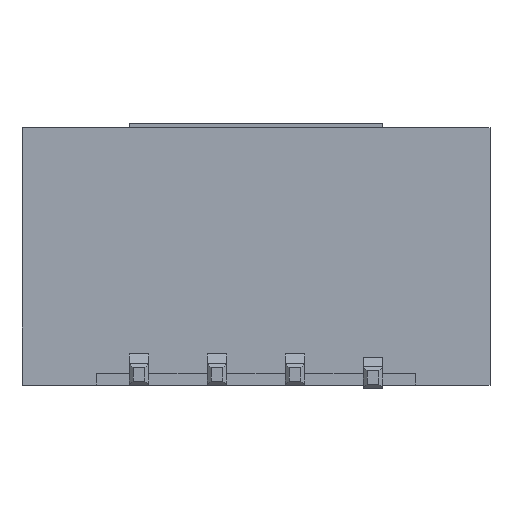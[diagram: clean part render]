
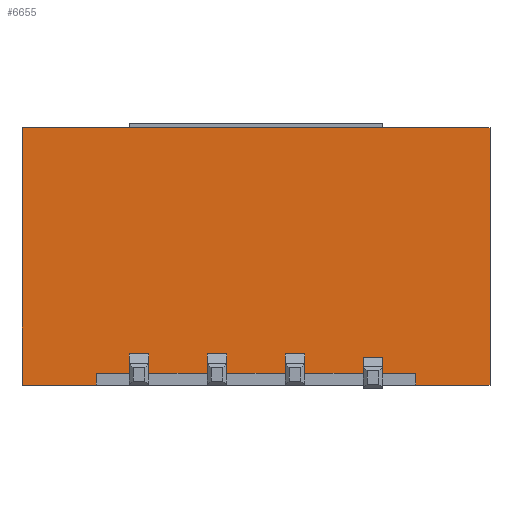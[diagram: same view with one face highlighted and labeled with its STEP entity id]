
A CAD part, front view. The second image highlights one B-rep face of the part: STEP entity #6655.
In plain terms, the highlighted face is planar.
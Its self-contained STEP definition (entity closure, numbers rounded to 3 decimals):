
#657=ORIENTED_EDGE('',*,*,#1860,.T.);
#658=ORIENTED_EDGE('',*,*,#1861,.T.);
#659=ORIENTED_EDGE('',*,*,#1862,.T.);
#660=ORIENTED_EDGE('',*,*,#1863,.T.);
#661=ORIENTED_EDGE('',*,*,#1864,.T.);
#662=ORIENTED_EDGE('',*,*,#1865,.T.);
#663=ORIENTED_EDGE('',*,*,#1857,.T.);
#664=ORIENTED_EDGE('',*,*,#1719,.T.);
#665=ORIENTED_EDGE('',*,*,#1851,.T.);
#666=ORIENTED_EDGE('',*,*,#1839,.F.);
#667=ORIENTED_EDGE('',*,*,#1830,.F.);
#668=ORIENTED_EDGE('',*,*,#1815,.T.);
#669=ORIENTED_EDGE('',*,*,#1852,.T.);
#670=ORIENTED_EDGE('',*,*,#1701,.F.);
#671=ORIENTED_EDGE('',*,*,#1866,.T.);
#672=ORIENTED_EDGE('',*,*,#1867,.T.);
#673=ORIENTED_EDGE('',*,*,#1868,.T.);
#674=ORIENTED_EDGE('',*,*,#1869,.T.);
#675=ORIENTED_EDGE('',*,*,#1870,.T.);
#676=ORIENTED_EDGE('',*,*,#1871,.T.);
#677=ORIENTED_EDGE('',*,*,#1872,.T.);
#678=ORIENTED_EDGE('',*,*,#1873,.T.);
#679=ORIENTED_EDGE('',*,*,#1874,.T.);
#680=ORIENTED_EDGE('',*,*,#1875,.T.);
#1701=EDGE_CURVE('',#2370,#2368,#2874,.T.);
#1719=EDGE_CURVE('',#2382,#2381,#2892,.T.);
#1815=EDGE_CURVE('',#2447,#2446,#2988,.T.);
#1830=EDGE_CURVE('',#2447,#2453,#3003,.T.);
#1839=EDGE_CURVE('',#2453,#2458,#3012,.T.);
#1851=EDGE_CURVE('',#2381,#2458,#3024,.T.);
#1852=EDGE_CURVE('',#2446,#2368,#3025,.T.);
#1857=EDGE_CURVE('',#2463,#2382,#3030,.T.);
#1860=EDGE_CURVE('',#2464,#2465,#3033,.T.);
#1861=EDGE_CURVE('',#2465,#2466,#3034,.T.);
#1862=EDGE_CURVE('',#2466,#2467,#3035,.T.);
#1863=EDGE_CURVE('',#2467,#2468,#3036,.T.);
#1864=EDGE_CURVE('',#2468,#2469,#3037,.T.);
#1865=EDGE_CURVE('',#2469,#2463,#3038,.T.);
#1866=EDGE_CURVE('',#2370,#2470,#3039,.T.);
#1867=EDGE_CURVE('',#2470,#2471,#3040,.T.);
#1868=EDGE_CURVE('',#2471,#2472,#3041,.T.);
#1869=EDGE_CURVE('',#2472,#2473,#3042,.T.);
#1870=EDGE_CURVE('',#2473,#2474,#3043,.T.);
#1871=EDGE_CURVE('',#2474,#2475,#3044,.T.);
#1872=EDGE_CURVE('',#2475,#2476,#3045,.T.);
#1873=EDGE_CURVE('',#2476,#2477,#3046,.T.);
#1874=EDGE_CURVE('',#2477,#2478,#3047,.T.);
#1875=EDGE_CURVE('',#2478,#2464,#3048,.T.);
#2368=VERTEX_POINT('',#8749);
#2370=VERTEX_POINT('',#8753);
#2381=VERTEX_POINT('',#8788);
#2382=VERTEX_POINT('',#8790);
#2446=VERTEX_POINT('',#8976);
#2447=VERTEX_POINT('',#8978);
#2453=VERTEX_POINT('',#9004);
#2458=VERTEX_POINT('',#9020);
#2463=VERTEX_POINT('',#9049);
#2464=VERTEX_POINT('',#9058);
#2465=VERTEX_POINT('',#9059);
#2466=VERTEX_POINT('',#9061);
#2467=VERTEX_POINT('',#9063);
#2468=VERTEX_POINT('',#9065);
#2469=VERTEX_POINT('',#9067);
#2470=VERTEX_POINT('',#9070);
#2471=VERTEX_POINT('',#9072);
#2472=VERTEX_POINT('',#9074);
#2473=VERTEX_POINT('',#9076);
#2474=VERTEX_POINT('',#9078);
#2475=VERTEX_POINT('',#9080);
#2476=VERTEX_POINT('',#9082);
#2477=VERTEX_POINT('',#9084);
#2478=VERTEX_POINT('',#9086);
#2874=LINE('',#8754,#3575);
#2892=LINE('',#8789,#3593);
#2988=LINE('',#8977,#3689);
#3003=LINE('',#9003,#3704);
#3012=LINE('',#9019,#3713);
#3024=LINE('',#9041,#3725);
#3025=LINE('',#9042,#3726);
#3030=LINE('',#9050,#3731);
#3033=LINE('',#9057,#3734);
#3034=LINE('',#9060,#3735);
#3035=LINE('',#9062,#3736);
#3036=LINE('',#9064,#3737);
#3037=LINE('',#9066,#3738);
#3038=LINE('',#9068,#3739);
#3039=LINE('',#9069,#3740);
#3040=LINE('',#9071,#3741);
#3041=LINE('',#9073,#3742);
#3042=LINE('',#9075,#3743);
#3043=LINE('',#9077,#3744);
#3044=LINE('',#9079,#3745);
#3045=LINE('',#9081,#3746);
#3046=LINE('',#9083,#3747);
#3047=LINE('',#9085,#3748);
#3048=LINE('',#9087,#3749);
#3575=VECTOR('',#7403,1000.);
#3593=VECTOR('',#7433,1000.);
#3689=VECTOR('',#7583,1000.);
#3704=VECTOR('',#7608,1000.);
#3713=VECTOR('',#7621,1000.);
#3725=VECTOR('',#7643,1000.);
#3726=VECTOR('',#7644,1000.);
#3731=VECTOR('',#7653,1000.);
#3734=VECTOR('',#7664,1000.);
#3735=VECTOR('',#7665,1000.);
#3736=VECTOR('',#7666,1000.);
#3737=VECTOR('',#7667,1000.);
#3738=VECTOR('',#7668,1000.);
#3739=VECTOR('',#7669,1000.);
#3740=VECTOR('',#7670,1000.);
#3741=VECTOR('',#7671,1000.);
#3742=VECTOR('',#7672,1000.);
#3743=VECTOR('',#7673,1000.);
#3744=VECTOR('',#7674,1000.);
#3745=VECTOR('',#7675,1000.);
#3746=VECTOR('',#7676,1000.);
#3747=VECTOR('',#7677,1000.);
#3748=VECTOR('',#7678,1000.);
#3749=VECTOR('',#7679,1000.);
#4166=EDGE_LOOP('',(#657,#658,#659,#660,#661,#662,#663,#664,#665,#666,#667,
#668,#669,#670,#671,#672,#673,#674,#675,#676,#677,#678,#679,#680));
#4419=FACE_BOUND('',#4166,.T.);
#4668=PLANE('',#6911);
#6655=ADVANCED_FACE('',(#4419),#4668,.T.);
#6911=AXIS2_PLACEMENT_3D('',#9056,#7662,#7663);
#7403=DIRECTION('',(0.,0.,-1.));
#7433=DIRECTION('',(0.,0.,-1.));
#7583=DIRECTION('',(0.,0.,-1.));
#7608=DIRECTION('',(-1.,0.,0.));
#7621=DIRECTION('',(0.,0.,-1.));
#7643=DIRECTION('',(-1.,0.,0.));
#7644=DIRECTION('',(-1.,0.,0.));
#7653=DIRECTION('',(-1.,0.,0.));
#7662=DIRECTION('',(0.,1.,0.));
#7663=DIRECTION('',(0.,0.,1.));
#7664=DIRECTION('',(-1.,0.,0.));
#7665=DIRECTION('',(0.,0.,-1.));
#7666=DIRECTION('',(-1.,0.,0.));
#7667=DIRECTION('',(0.,0.,1.));
#7668=DIRECTION('',(-1.,0.,0.));
#7669=DIRECTION('',(0.,0.,-1.));
#7670=DIRECTION('',(-1.,0.,0.));
#7671=DIRECTION('',(0.,0.,1.));
#7672=DIRECTION('',(-1.,0.,0.));
#7673=DIRECTION('',(0.,0.,-1.));
#7674=DIRECTION('',(-1.,0.,0.));
#7675=DIRECTION('',(0.,0.,1.));
#7676=DIRECTION('',(-1.,0.,0.));
#7677=DIRECTION('',(0.,0.,-1.));
#7678=DIRECTION('',(-1.,0.,0.));
#7679=DIRECTION('',(0.,0.,1.));
#8749=CARTESIAN_POINT('',(4.1,2.5,-3.3));
#8753=CARTESIAN_POINT('',(4.1,2.5,-3.));
#8754=CARTESIAN_POINT('',(4.1,2.5,-3.));
#8788=CARTESIAN_POINT('',(-4.1,2.5,-3.3));
#8789=CARTESIAN_POINT('',(-4.1,2.5,-3.));
#8790=CARTESIAN_POINT('',(-4.1,2.5,-3.));
#8976=CARTESIAN_POINT('',(6.,2.5,-3.3));
#8977=CARTESIAN_POINT('',(6.,2.5,3.3));
#8978=CARTESIAN_POINT('',(6.,2.5,3.3));
#9003=CARTESIAN_POINT('',(6.,2.5,3.3));
#9004=CARTESIAN_POINT('',(-6.,2.5,3.3));
#9019=CARTESIAN_POINT('',(-6.,2.5,3.3));
#9020=CARTESIAN_POINT('',(-6.,2.5,-3.3));
#9041=CARTESIAN_POINT('',(6.,2.5,-3.3));
#9042=CARTESIAN_POINT('',(6.,2.5,-3.3));
#9049=CARTESIAN_POINT('',(-3.25,2.5,-3.));
#9050=CARTESIAN_POINT('',(4.1,2.5,-3.));
#9056=CARTESIAN_POINT('',(6.,2.5,3.3));
#9057=CARTESIAN_POINT('',(6.,2.5,-2.5));
#9058=CARTESIAN_POINT('',(-0.75,2.5,-2.5));
#9059=CARTESIAN_POINT('',(-1.25,2.5,-2.5));
#9060=CARTESIAN_POINT('',(-1.25,2.5,-2.58));
#9061=CARTESIAN_POINT('',(-1.25,2.5,-3.));
#9062=CARTESIAN_POINT('',(4.1,2.5,-3.));
#9063=CARTESIAN_POINT('',(-2.75,2.5,-3.));
#9064=CARTESIAN_POINT('',(-2.75,2.5,-3.));
#9065=CARTESIAN_POINT('',(-2.75,2.5,-2.58));
#9066=CARTESIAN_POINT('',(-2.75,2.5,-2.58));
#9067=CARTESIAN_POINT('',(-3.25,2.5,-2.58));
#9068=CARTESIAN_POINT('',(-3.25,2.5,-2.58));
#9069=CARTESIAN_POINT('',(4.1,2.5,-3.));
#9070=CARTESIAN_POINT('',(3.25,2.5,-3.));
#9071=CARTESIAN_POINT('',(3.25,2.5,-3.));
#9072=CARTESIAN_POINT('',(3.25,2.5,-2.5));
#9073=CARTESIAN_POINT('',(6.,2.5,-2.5));
#9074=CARTESIAN_POINT('',(2.75,2.5,-2.5));
#9075=CARTESIAN_POINT('',(2.75,2.5,-2.58));
#9076=CARTESIAN_POINT('',(2.75,2.5,-3.));
#9077=CARTESIAN_POINT('',(4.1,2.5,-3.));
#9078=CARTESIAN_POINT('',(1.25,2.5,-3.));
#9079=CARTESIAN_POINT('',(1.25,2.5,-3.));
#9080=CARTESIAN_POINT('',(1.25,2.5,-2.5));
#9081=CARTESIAN_POINT('',(6.,2.5,-2.5));
#9082=CARTESIAN_POINT('',(0.75,2.5,-2.5));
#9083=CARTESIAN_POINT('',(0.75,2.5,-2.58));
#9084=CARTESIAN_POINT('',(0.75,2.5,-3.));
#9085=CARTESIAN_POINT('',(4.1,2.5,-3.));
#9086=CARTESIAN_POINT('',(-0.75,2.5,-3.));
#9087=CARTESIAN_POINT('',(-0.75,2.5,-3.));
